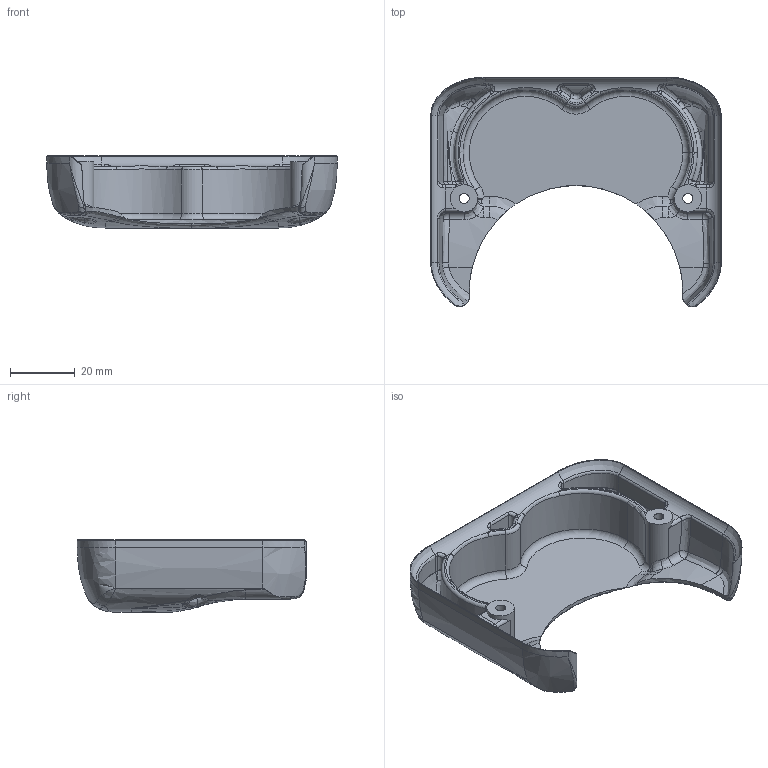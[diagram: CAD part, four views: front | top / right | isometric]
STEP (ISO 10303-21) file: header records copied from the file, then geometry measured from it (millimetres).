
FILE_DESCRIPTION (( 'STEP AP214' ), '1' );
FILE_NAME ('AnkleHipGearCoverV4.STEP', '2018-05-15T12:52:50', ( '' ), ( '' ), 'SwSTEP 2.0', 'SolidWorks 2016', '' );
FILE_SCHEMA (( 'AUTOMOTIVE_DESIGN' ));
Length unit declared in the file: millimetre
Products named in the file (2): AnkleHipGearCoverV4
Bounding box: 89.8 x 70.97 x 22.26 mm (x, y, z)
Volume: 20756.1 mm3; surface area: 18245.8 mm2
Topology: 1 solids, 1 shells, 332 faces, 873 edges, 525 vertices
Faces by surface type: bspline 187, cylinder 70, plane 31, torus 28, sphere 16
Entity records: 27263 total; most frequent: CARTESIAN_POINT 20757, ORIENTED_EDGE 1702, DIRECTION 884, EDGE_CURVE 851, VERTEX_POINT 522, B_SPLINE_CURVE_WITH_KNOTS 469, AXIS2_PLACEMENT_3D 380, EDGE_LOOP 335
